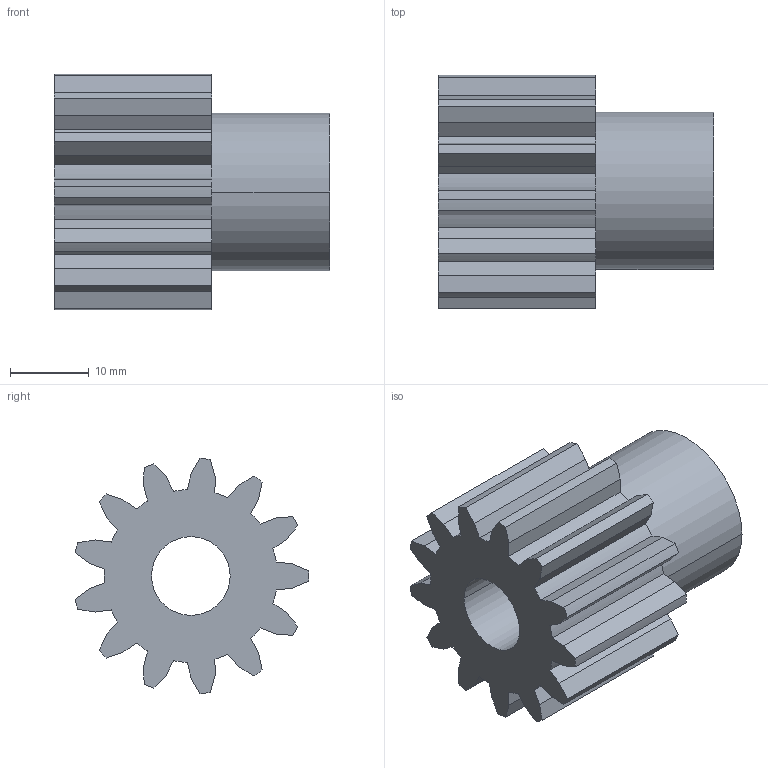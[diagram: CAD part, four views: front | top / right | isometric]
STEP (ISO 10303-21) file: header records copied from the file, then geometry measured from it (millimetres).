
FILE_DESCRIPTION( ( '' ), '1' );
FILE_NAME( '23111013.stp', '2007-11-07T03:04:18', ( '' ), ( '' ), ' ', ' ', ' ' );
FILE_SCHEMA( ( 'automotive_design' ) );
Length unit declared in the file: millimetre
Products named in the file (1): 1
Bounding box: 35 x 29.71 x 29.91 mm (x, y, z)
Volume: 12439.5 mm3; surface area: 5984.9 mm2
Topology: 1 solids, 1 shells, 85 faces, 246 edges, 164 vertices
Faces by surface type: plane 55, cylinder 30
Entity records: 5558 total; most frequent: STYLED_ITEM 496, PRESENTATION_STYLE_ASSIGNMENT 496, CARTESIAN_POINT 496, COLOUR_RGB 496, ORIENTED_EDGE 492, DIRECTION 478, EDGE_CURVE 246, CURVE_STYLE 246
